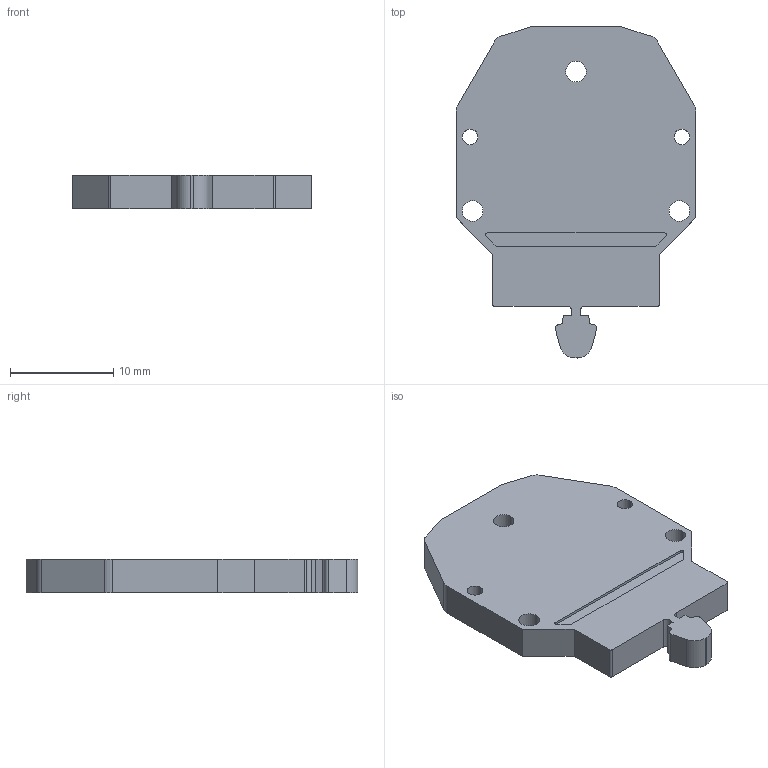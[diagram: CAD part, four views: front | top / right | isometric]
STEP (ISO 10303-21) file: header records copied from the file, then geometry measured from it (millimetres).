
FILE_DESCRIPTION (( 'STEP AP203' ), '1' );
FILE_NAME ('MPK Durdurucu ve Sonlandýrýcý - Zemin.STEP', '2018-11-27T10:42:11', ( '' ), ( '' ), 'SwSTEP 2.0', 'SolidWorks 2011', '' );
FILE_SCHEMA (( 'CONFIG_CONTROL_DESIGN' ));
Length unit declared in the file: millimetre
Products named in the file (1): MPK Durdurucu ve Sonlandýrýcý - Zemin
Bounding box: 23.2 x 32.1 x 3.2 mm (x, y, z)
Volume: 1721.2 mm3; surface area: 1516.7 mm2
Topology: 1 solids, 1 shells, 67 faces, 189 edges, 126 vertices
Faces by surface type: plane 36, cylinder 31
Entity records: 2282 total; most frequent: DIRECTION 387, CARTESIAN_POINT 383, ORIENTED_EDGE 378, EDGE_CURVE 189, AXIS2_PLACEMENT_3D 130, LINE 127, VECTOR 127, VERTEX_POINT 126
